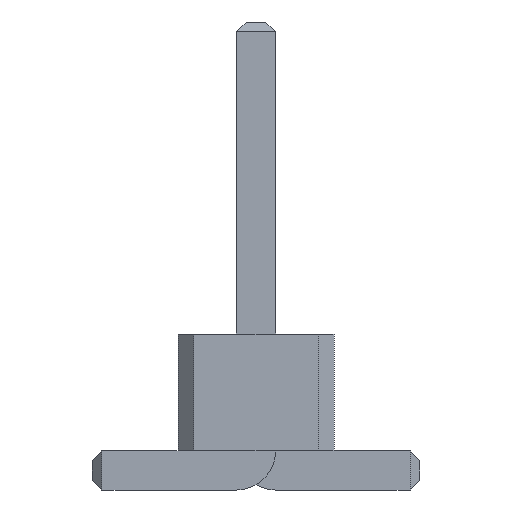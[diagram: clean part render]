
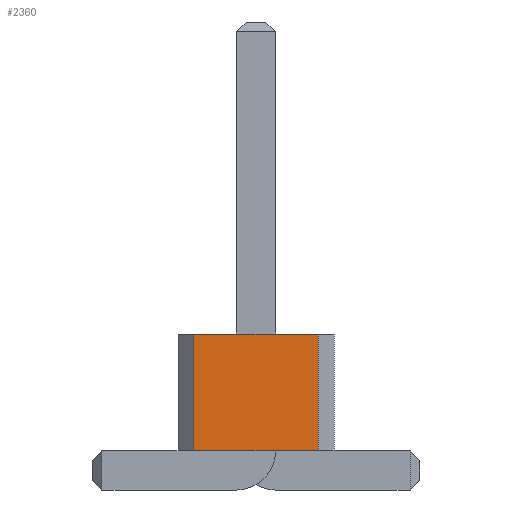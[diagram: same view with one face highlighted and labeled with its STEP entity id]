
A CAD part, front view. The second image highlights one B-rep face of the part: STEP entity #2360.
In plain terms, the highlighted planar face has unit normal (0, -1, 0).
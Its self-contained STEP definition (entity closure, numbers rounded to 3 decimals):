
#502 = VERTEX_POINT('',#503);
#503 = CARTESIAN_POINT('',(0.8,-8.,0.5));
#509 = EDGE_CURVE('',#510,#502,#512,.T.);
#510 = VERTEX_POINT('',#511);
#511 = CARTESIAN_POINT('',(-0.8,-8.,0.5));
#512 = LINE('',#513,#514);
#513 = CARTESIAN_POINT('',(-0.8,-8.,0.5));
#514 = VECTOR('',#515,1.);
#515 = DIRECTION('',(1.,0.,0.));
#1079 = VERTEX_POINT('',#1080);
#1080 = CARTESIAN_POINT('',(0.8,-8.,2.));
#1086 = EDGE_CURVE('',#1087,#1079,#1089,.T.);
#1087 = VERTEX_POINT('',#1088);
#1088 = CARTESIAN_POINT('',(-0.8,-8.,2.));
#1089 = LINE('',#1090,#1091);
#1090 = CARTESIAN_POINT('',(-0.8,-8.,2.));
#1091 = VECTOR('',#1092,1.);
#1092 = DIRECTION('',(1.,0.,0.));
#2349 = EDGE_CURVE('',#510,#1087,#2350,.T.);
#2350 = LINE('',#2351,#2352);
#2351 = CARTESIAN_POINT('',(-0.8,-8.,0.5));
#2352 = VECTOR('',#2353,1.);
#2353 = DIRECTION('',(0.,0.,1.));
#2360 = ADVANCED_FACE('',(#2361),#2372,.F.);
#2361 = FACE_BOUND('',#2362,.F.);
#2362 = EDGE_LOOP('',(#2363,#2364,#2365,#2371));
#2363 = ORIENTED_EDGE('',*,*,#2349,.T.);
#2364 = ORIENTED_EDGE('',*,*,#1086,.T.);
#2365 = ORIENTED_EDGE('',*,*,#2366,.F.);
#2366 = EDGE_CURVE('',#502,#1079,#2367,.T.);
#2367 = LINE('',#2368,#2369);
#2368 = CARTESIAN_POINT('',(0.8,-8.,0.5));
#2369 = VECTOR('',#2370,1.);
#2370 = DIRECTION('',(0.,0.,1.));
#2371 = ORIENTED_EDGE('',*,*,#509,.F.);
#2372 = PLANE('',#2373);
#2373 = AXIS2_PLACEMENT_3D('',#2374,#2375,#2376);
#2374 = CARTESIAN_POINT('',(-0.8,-8.,0.5));
#2375 = DIRECTION('',(0.,1.,0.));
#2376 = DIRECTION('',(1.,0.,0.));
